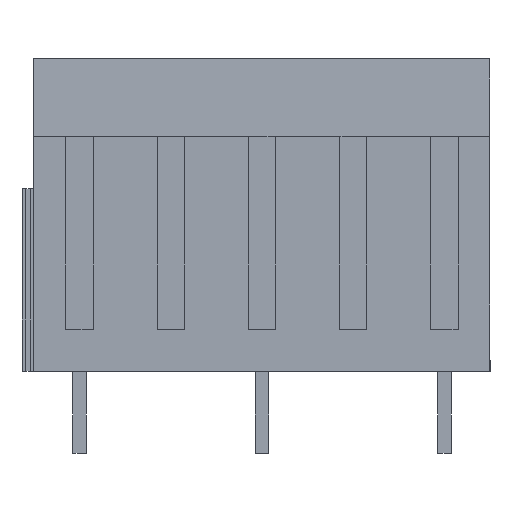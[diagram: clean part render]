
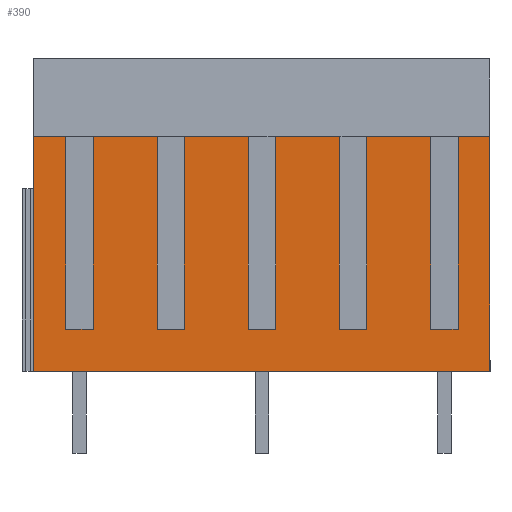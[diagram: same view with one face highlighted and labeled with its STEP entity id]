
A CAD part, front view. The second image highlights one B-rep face of the part: STEP entity #390.
In plain terms, the highlighted planar face has unit normal (0, -1, 0).
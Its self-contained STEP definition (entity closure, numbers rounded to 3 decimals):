
#217=AXIS2_PLACEMENT_3D('Plane Axis2P3D',#214,#215,#216) ;
#40=CARTESIAN_POINT('Vertex',(-3.25,-11.,6.85)) ;
#56=CARTESIAN_POINT('Vertex',(-3.25,-11.,17.4)) ;
#59=CARTESIAN_POINT('Line Origine',(-3.25,-11.,12.125)) ;
#83=CARTESIAN_POINT('Line Origine',(-2.5,-11.,6.85)) ;
#87=CARTESIAN_POINT('Vertex',(-1.75,-11.,6.85)) ;
#163=CARTESIAN_POINT('Line Origine',(-5.,-11.,17.4)) ;
#167=CARTESIAN_POINT('Vertex',(-6.75,-11.,17.4)) ;
#214=CARTESIAN_POINT('Axis2P3D Location',(5.,-11.,4.55)) ;
#219=CARTESIAN_POINT('Line Origine',(-12.5,-11.,4.55)) ;
#223=CARTESIAN_POINT('Vertex',(0.,-11.,4.55)) ;
#225=CARTESIAN_POINT('Vertex',(-25.,-11.,4.55)) ;
#228=CARTESIAN_POINT('Line Origine',(0.,-11.,10.975)) ;
#232=CARTESIAN_POINT('Vertex',(0.,-11.,17.4)) ;
#235=CARTESIAN_POINT('Line Origine',(-0.875,-11.,17.4)) ;
#239=CARTESIAN_POINT('Vertex',(-1.75,-11.,17.4)) ;
#242=CARTESIAN_POINT('Line Origine',(-1.75,-11.,12.125)) ;
#247=CARTESIAN_POINT('Line Origine',(-6.75,-11.,12.125)) ;
#251=CARTESIAN_POINT('Vertex',(-6.75,-11.,6.85)) ;
#254=CARTESIAN_POINT('Line Origine',(-7.5,-11.,6.85)) ;
#258=CARTESIAN_POINT('Vertex',(-8.25,-11.,6.85)) ;
#261=CARTESIAN_POINT('Line Origine',(-8.25,-11.,12.125)) ;
#265=CARTESIAN_POINT('Vertex',(-8.25,-11.,17.4)) ;
#268=CARTESIAN_POINT('Line Origine',(-10.,-11.,17.4)) ;
#272=CARTESIAN_POINT('Vertex',(-11.75,-11.,17.4)) ;
#275=CARTESIAN_POINT('Line Origine',(-11.75,-11.,12.125)) ;
#279=CARTESIAN_POINT('Vertex',(-11.75,-11.,6.85)) ;
#282=CARTESIAN_POINT('Line Origine',(-12.5,-11.,6.85)) ;
#286=CARTESIAN_POINT('Vertex',(-13.25,-11.,6.85)) ;
#289=CARTESIAN_POINT('Line Origine',(-13.25,-11.,12.125)) ;
#293=CARTESIAN_POINT('Vertex',(-13.25,-11.,17.4)) ;
#296=CARTESIAN_POINT('Line Origine',(-15.,-11.,17.4)) ;
#300=CARTESIAN_POINT('Vertex',(-16.75,-11.,17.4)) ;
#303=CARTESIAN_POINT('Line Origine',(-16.75,-11.,12.125)) ;
#307=CARTESIAN_POINT('Vertex',(-16.75,-11.,6.85)) ;
#310=CARTESIAN_POINT('Line Origine',(-17.5,-11.,6.85)) ;
#314=CARTESIAN_POINT('Vertex',(-18.25,-11.,6.85)) ;
#317=CARTESIAN_POINT('Line Origine',(-18.25,-11.,12.125)) ;
#321=CARTESIAN_POINT('Vertex',(-18.25,-11.,17.4)) ;
#324=CARTESIAN_POINT('Line Origine',(-20.,-11.,17.4)) ;
#328=CARTESIAN_POINT('Vertex',(-21.75,-11.,17.4)) ;
#331=CARTESIAN_POINT('Line Origine',(-21.75,-11.,12.125)) ;
#335=CARTESIAN_POINT('Vertex',(-21.75,-11.,6.85)) ;
#338=CARTESIAN_POINT('Line Origine',(-22.5,-11.,6.85)) ;
#342=CARTESIAN_POINT('Vertex',(-23.25,-11.,6.85)) ;
#345=CARTESIAN_POINT('Line Origine',(-23.25,-11.,12.125)) ;
#349=CARTESIAN_POINT('Vertex',(-23.25,-11.,17.4)) ;
#352=CARTESIAN_POINT('Line Origine',(-24.125,-11.,17.4)) ;
#356=CARTESIAN_POINT('Vertex',(-25.,-11.,17.4)) ;
#359=CARTESIAN_POINT('Line Origine',(-25.,-11.,10.975)) ;
#60=DIRECTION('Vector Direction',(0.,0.,-1.)) ;
#84=DIRECTION('Vector Direction',(-1.,0.,0.)) ;
#164=DIRECTION('Vector Direction',(-1.,0.,0.)) ;
#215=DIRECTION('Axis2P3D Direction',(0.,-1.,0.)) ;
#216=DIRECTION('Axis2P3D XDirection',(0.,0.,1.)) ;
#220=DIRECTION('Vector Direction',(-1.,0.,0.)) ;
#229=DIRECTION('Vector Direction',(0.,0.,1.)) ;
#236=DIRECTION('Vector Direction',(-1.,0.,0.)) ;
#243=DIRECTION('Vector Direction',(0.,0.,-1.)) ;
#248=DIRECTION('Vector Direction',(0.,0.,-1.)) ;
#255=DIRECTION('Vector Direction',(-1.,0.,0.)) ;
#262=DIRECTION('Vector Direction',(0.,0.,-1.)) ;
#269=DIRECTION('Vector Direction',(-1.,0.,0.)) ;
#276=DIRECTION('Vector Direction',(0.,0.,-1.)) ;
#283=DIRECTION('Vector Direction',(-1.,0.,0.)) ;
#290=DIRECTION('Vector Direction',(0.,0.,-1.)) ;
#297=DIRECTION('Vector Direction',(-1.,0.,0.)) ;
#304=DIRECTION('Vector Direction',(0.,0.,-1.)) ;
#311=DIRECTION('Vector Direction',(-1.,0.,0.)) ;
#318=DIRECTION('Vector Direction',(0.,0.,-1.)) ;
#325=DIRECTION('Vector Direction',(-1.,0.,0.)) ;
#332=DIRECTION('Vector Direction',(0.,0.,-1.)) ;
#339=DIRECTION('Vector Direction',(-1.,0.,0.)) ;
#346=DIRECTION('Vector Direction',(0.,0.,-1.)) ;
#353=DIRECTION('Vector Direction',(-1.,0.,0.)) ;
#360=DIRECTION('Vector Direction',(0.,0.,1.)) ;
#61=VECTOR('Line Direction',#60,1.) ;
#85=VECTOR('Line Direction',#84,1.) ;
#165=VECTOR('Line Direction',#164,1.) ;
#221=VECTOR('Line Direction',#220,1.) ;
#230=VECTOR('Line Direction',#229,1.) ;
#237=VECTOR('Line Direction',#236,1.) ;
#244=VECTOR('Line Direction',#243,1.) ;
#249=VECTOR('Line Direction',#248,1.) ;
#256=VECTOR('Line Direction',#255,1.) ;
#263=VECTOR('Line Direction',#262,1.) ;
#270=VECTOR('Line Direction',#269,1.) ;
#277=VECTOR('Line Direction',#276,1.) ;
#284=VECTOR('Line Direction',#283,1.) ;
#291=VECTOR('Line Direction',#290,1.) ;
#298=VECTOR('Line Direction',#297,1.) ;
#305=VECTOR('Line Direction',#304,1.) ;
#312=VECTOR('Line Direction',#311,1.) ;
#319=VECTOR('Line Direction',#318,1.) ;
#326=VECTOR('Line Direction',#325,1.) ;
#333=VECTOR('Line Direction',#332,1.) ;
#340=VECTOR('Line Direction',#339,1.) ;
#347=VECTOR('Line Direction',#346,1.) ;
#354=VECTOR('Line Direction',#353,1.) ;
#361=VECTOR('Line Direction',#360,1.) ;
#365=ORIENTED_EDGE('',*,*,#227,.F.) ;
#366=ORIENTED_EDGE('',*,*,#234,.T.) ;
#367=ORIENTED_EDGE('',*,*,#241,.T.) ;
#368=ORIENTED_EDGE('',*,*,#246,.T.) ;
#369=ORIENTED_EDGE('',*,*,#89,.T.) ;
#370=ORIENTED_EDGE('',*,*,#63,.F.) ;
#371=ORIENTED_EDGE('',*,*,#169,.T.) ;
#372=ORIENTED_EDGE('',*,*,#253,.T.) ;
#373=ORIENTED_EDGE('',*,*,#260,.T.) ;
#374=ORIENTED_EDGE('',*,*,#267,.F.) ;
#375=ORIENTED_EDGE('',*,*,#274,.T.) ;
#376=ORIENTED_EDGE('',*,*,#281,.T.) ;
#377=ORIENTED_EDGE('',*,*,#288,.T.) ;
#378=ORIENTED_EDGE('',*,*,#295,.F.) ;
#379=ORIENTED_EDGE('',*,*,#302,.T.) ;
#380=ORIENTED_EDGE('',*,*,#309,.T.) ;
#381=ORIENTED_EDGE('',*,*,#316,.T.) ;
#382=ORIENTED_EDGE('',*,*,#323,.F.) ;
#383=ORIENTED_EDGE('',*,*,#330,.T.) ;
#384=ORIENTED_EDGE('',*,*,#337,.T.) ;
#385=ORIENTED_EDGE('',*,*,#344,.T.) ;
#386=ORIENTED_EDGE('',*,*,#351,.F.) ;
#387=ORIENTED_EDGE('',*,*,#358,.T.) ;
#388=ORIENTED_EDGE('',*,*,#363,.T.) ;
#390=ADVANCED_FACE('housing',(#389),#218,.T.) ;
#63=EDGE_CURVE('',#57,#41,#62,.T.) ;
#89=EDGE_CURVE('',#88,#41,#86,.T.) ;
#169=EDGE_CURVE('',#57,#168,#166,.T.) ;
#227=EDGE_CURVE('',#224,#226,#222,.T.) ;
#234=EDGE_CURVE('',#224,#233,#231,.T.) ;
#241=EDGE_CURVE('',#233,#240,#238,.T.) ;
#246=EDGE_CURVE('',#240,#88,#245,.T.) ;
#253=EDGE_CURVE('',#168,#252,#250,.T.) ;
#260=EDGE_CURVE('',#252,#259,#257,.T.) ;
#267=EDGE_CURVE('',#266,#259,#264,.T.) ;
#274=EDGE_CURVE('',#266,#273,#271,.T.) ;
#281=EDGE_CURVE('',#273,#280,#278,.T.) ;
#288=EDGE_CURVE('',#280,#287,#285,.T.) ;
#295=EDGE_CURVE('',#294,#287,#292,.T.) ;
#302=EDGE_CURVE('',#294,#301,#299,.T.) ;
#309=EDGE_CURVE('',#301,#308,#306,.T.) ;
#316=EDGE_CURVE('',#308,#315,#313,.T.) ;
#323=EDGE_CURVE('',#322,#315,#320,.T.) ;
#330=EDGE_CURVE('',#322,#329,#327,.T.) ;
#337=EDGE_CURVE('',#329,#336,#334,.T.) ;
#344=EDGE_CURVE('',#336,#343,#341,.T.) ;
#351=EDGE_CURVE('',#350,#343,#348,.T.) ;
#358=EDGE_CURVE('',#350,#357,#355,.T.) ;
#363=EDGE_CURVE('',#357,#226,#362,.F.) ;
#364=EDGE_LOOP('',(#365,#366,#367,#368,#369,#370,#371,#372,#373,#374,#375,#376,#377,#378,#379,#380,#381,#382,#383,#384,#385,#386,#387,#388)) ;
#389=FACE_OUTER_BOUND('',#364,.T.) ;
#62=LINE('Line',#59,#61) ;
#86=LINE('Line',#83,#85) ;
#166=LINE('Line',#163,#165) ;
#222=LINE('Line',#219,#221) ;
#231=LINE('Line',#228,#230) ;
#238=LINE('Line',#235,#237) ;
#245=LINE('Line',#242,#244) ;
#250=LINE('Line',#247,#249) ;
#257=LINE('Line',#254,#256) ;
#264=LINE('Line',#261,#263) ;
#271=LINE('Line',#268,#270) ;
#278=LINE('Line',#275,#277) ;
#285=LINE('Line',#282,#284) ;
#292=LINE('Line',#289,#291) ;
#299=LINE('Line',#296,#298) ;
#306=LINE('Line',#303,#305) ;
#313=LINE('Line',#310,#312) ;
#320=LINE('Line',#317,#319) ;
#327=LINE('Line',#324,#326) ;
#334=LINE('Line',#331,#333) ;
#341=LINE('Line',#338,#340) ;
#348=LINE('Line',#345,#347) ;
#355=LINE('Line',#352,#354) ;
#362=LINE('Line',#359,#361) ;
#218=PLANE('',#217) ;
#41=VERTEX_POINT('',#40) ;
#57=VERTEX_POINT('',#56) ;
#88=VERTEX_POINT('',#87) ;
#168=VERTEX_POINT('',#167) ;
#224=VERTEX_POINT('',#223) ;
#226=VERTEX_POINT('',#225) ;
#233=VERTEX_POINT('',#232) ;
#240=VERTEX_POINT('',#239) ;
#252=VERTEX_POINT('',#251) ;
#259=VERTEX_POINT('',#258) ;
#266=VERTEX_POINT('',#265) ;
#273=VERTEX_POINT('',#272) ;
#280=VERTEX_POINT('',#279) ;
#287=VERTEX_POINT('',#286) ;
#294=VERTEX_POINT('',#293) ;
#301=VERTEX_POINT('',#300) ;
#308=VERTEX_POINT('',#307) ;
#315=VERTEX_POINT('',#314) ;
#322=VERTEX_POINT('',#321) ;
#329=VERTEX_POINT('',#328) ;
#336=VERTEX_POINT('',#335) ;
#343=VERTEX_POINT('',#342) ;
#350=VERTEX_POINT('',#349) ;
#357=VERTEX_POINT('',#356) ;
